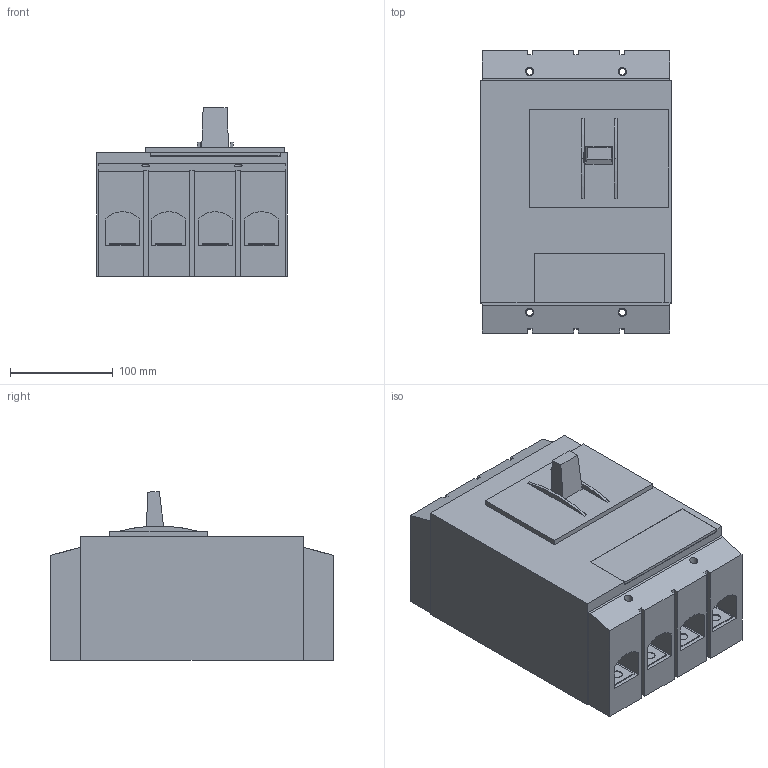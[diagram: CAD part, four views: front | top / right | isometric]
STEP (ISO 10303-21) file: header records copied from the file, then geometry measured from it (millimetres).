
FILE_DESCRIPTION (( 'STEP AP214' ), '1' );
FILE_NAME ('nzm3_4p.STEP', '2011-03-04T14:08:57', ( 'mvlk' ), ( '' ), 'SwSTEP 2.0', 'SolidWorks 2010', '' );
FILE_SCHEMA (( 'AUTOMOTIVE_DESIGN' ));
Length unit declared in the file: millimetre
Products named in the file (4): 113413_part1; 113413_part3; 113413_part2; nzm3_4p
Assembly tree (4 placements, depth 2):
  nzm3_4p
    113413_part2
    113413_part1
    113413_part3  x2
Bounding box: 185 x 274.4 x 164.24 mm (x, y, z)
Volume: 5757360.2 mm3; surface area: 333377.9 mm2
Topology: 4 solids, 4 shells, 182 faces, 475 edges, 316 vertices
Faces by surface type: plane 138, cylinder 44
Entity records: 4344 total; most frequent: CARTESIAN_POINT 754, ORIENTED_EDGE 704, DIRECTION 688, EDGE_CURVE 352, LINE 288, VECTOR 288, VERTEX_POINT 234, AXIS2_PLACEMENT_3D 200
